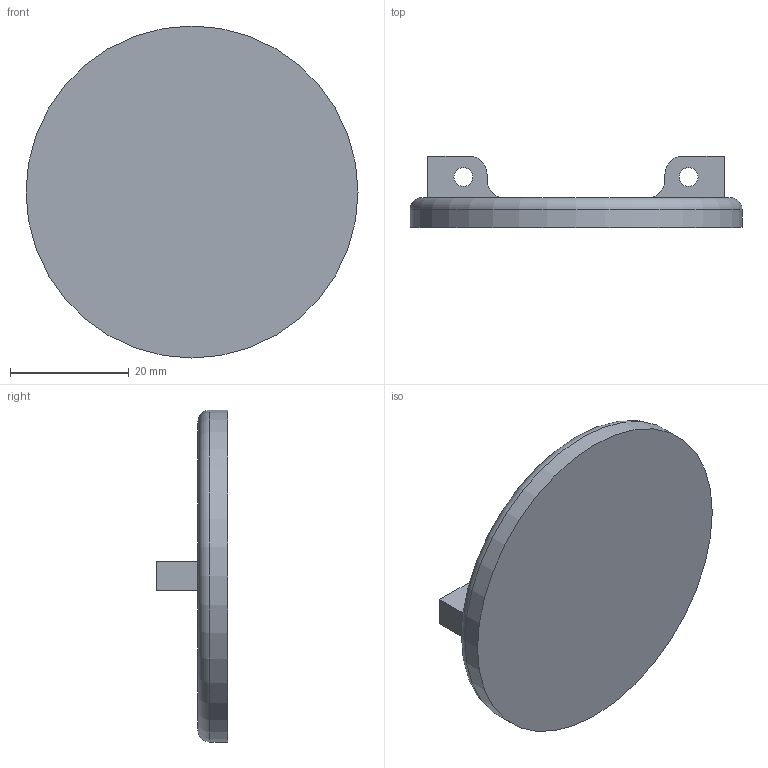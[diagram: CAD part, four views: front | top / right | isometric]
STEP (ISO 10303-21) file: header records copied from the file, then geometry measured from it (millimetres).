
FILE_DESCRIPTION(/* description */ ('The base for the main PCB'),/* implementation_level */ '2;1');
FILE_NAME(/* name */ 'Base.stp',/* time_stamp */ '2019-12-19T00:35:29-05:00',/* author */ ('Electro707'),/* organization */ ('UNH Makerspace'),/* preprocessor_version */ 'ST-DEVELOPER v17',/* originating_system */ 'Autodesk Inventor 2018',/* authorisation */ '');
FILE_SCHEMA (('CONFIG_CONTROL_DESIGN'));
Length unit declared in the file: millimetre
Products named in the file (1): Main PCB Base
Bounding box: 56 x 12 x 56 mm (x, y, z)
Volume: 12601.2 mm3; surface area: 6270.4 mm2
Topology: 1 solids, 1 shells, 34 faces, 91 edges, 61 vertices
Faces by surface type: plane 20, cylinder 13, torus 1
Full cylindrical faces by diameter (mm): 3.2 x4, 56 x1
Entity records: 1128 total; most frequent: DIRECTION 191, CARTESIAN_POINT 187, ORIENTED_EDGE 182, EDGE_CURVE 91, AXIS2_PLACEMENT_3D 65, LINE 61, VECTOR 61, VERTEX_POINT 61
